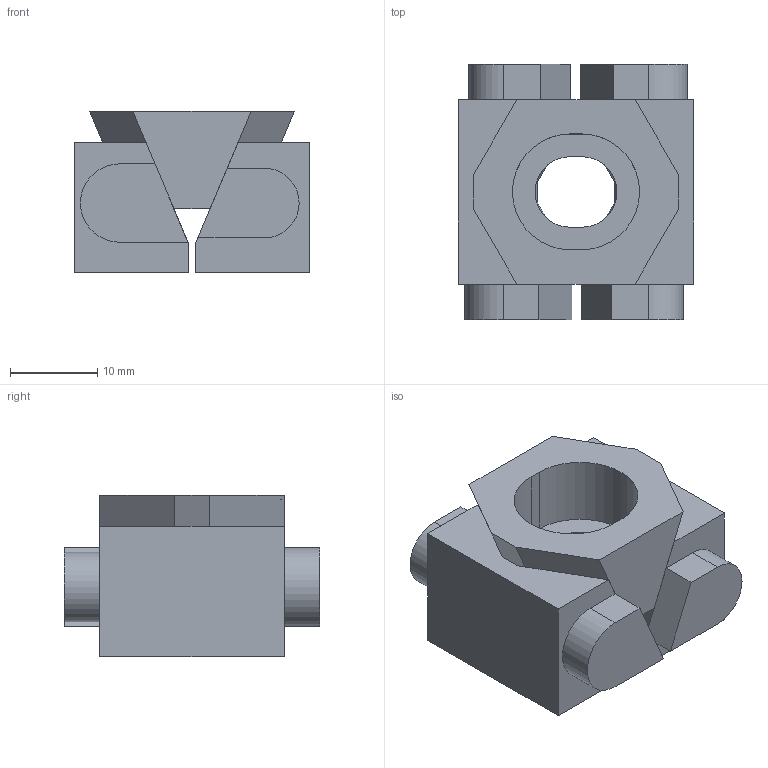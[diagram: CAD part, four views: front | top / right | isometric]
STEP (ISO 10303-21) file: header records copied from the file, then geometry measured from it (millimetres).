
FILE_DESCRIPTION (( 'STEP AP203' ), '1' );
FILE_NAME ('bk2-vt-so.STEP', '2023-04-07T01:50:13', ( '' ), ( '' ), 'SwSTEP 2.0', 'SolidWorks 2021', '' );
FILE_SCHEMA (( 'CONFIG_CONTROL_DESIGN' ));
Length unit declared in the file: millimetre
Products named in the file (4): bk2-vt-so_02_蹬怮椔; bk2-vt-so_03_蹬怮椔; bk2-vt-so_01_蹬怮椔; bk2-vt-so
Assembly tree (3 placements, depth 2):
  bk2-vt-so
    bk2-vt-so_01_蹬怮椔
    bk2-vt-so_02_蹬怮椔
    bk2-vt-so_03_蹬怮椔
Bounding box: 27 x 29.3 x 18.53 mm (x, y, z)
Volume: 8630 mm3; surface area: 5048.8 mm2
Topology: 3 solids, 3 shells, 62 faces, 154 edges, 100 vertices
Faces by surface type: plane 54, cylinder 8
Entity records: 2232 total; most frequent: CARTESIAN_POINT 334, ORIENTED_EDGE 308, DIRECTION 302, EDGE_CURVE 154, LINE 134, VECTOR 134, VERTEX_POINT 100, AXIS2_PLACEMENT_3D 84
